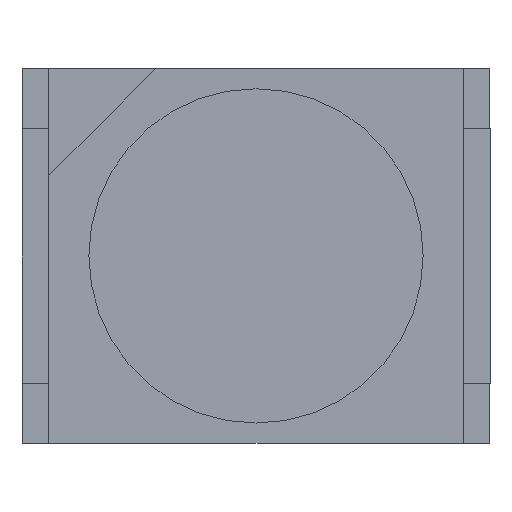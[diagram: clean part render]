
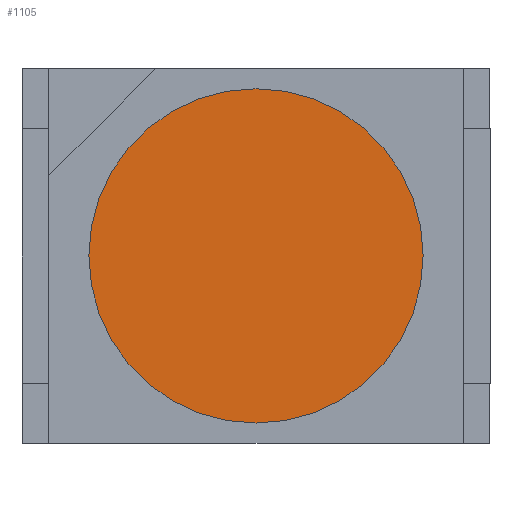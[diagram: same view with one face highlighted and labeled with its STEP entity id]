
A CAD part, top view. The second image highlights one B-rep face of the part: STEP entity #1105.
In plain terms, the highlighted planar face has unit normal (0, 0, 1).
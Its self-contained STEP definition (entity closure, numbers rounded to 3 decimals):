
#68 = VERTEX_POINT ( 'NONE', #1824 ) ;
#82 = VERTEX_POINT ( 'NONE', #1859 ) ;
#348 = EDGE_LOOP ( 'NONE', ( #1776, #1775 ) ) ;
#1105 = ADVANCED_FACE ( 'NONE', ( #3443 ), #2370, .T. ) ;
#1172 = EDGE_CURVE ( 'NONE', #68, #82, #3708, .T. ) ;
#1180 = EDGE_CURVE ( 'NONE', #82, #68, #3717, .T. ) ;
#1775 = ORIENTED_EDGE ( 'NONE', *, *, #1180, .T. ) ;
#1776 = ORIENTED_EDGE ( 'NONE', *, *, #1172, .T. ) ;
#1824 = CARTESIAN_POINT ( 'NONE',  ( 249.561, 184.269, 0.4 ) ) ;
#1859 = CARTESIAN_POINT ( 'NONE',  ( 247.061, 184.269, 0.4 ) ) ;
#2370 = PLANE ( 'NONE',  #3447 ) ;
#2371 = CARTESIAN_POINT ( 'NONE',  ( 247.061, 183.019, 0.4 ) ) ;
#2406 = DIRECTION ( 'NONE',  ( 0., 0., 1. ) ) ;
#2410 = DIRECTION ( 'NONE',  ( 1., 0., 0. ) ) ;
#2476 = DIRECTION ( 'NONE',  ( 1., 0., 0. ) ) ;
#2487 = DIRECTION ( 'NONE',  ( 0., 0., 1. ) ) ;
#2491 = CARTESIAN_POINT ( 'NONE',  ( 248.311, 184.269, 0.4 ) ) ;
#2508 = DIRECTION ( 'NONE',  ( 1., 0., 0. ) ) ;
#2514 = DIRECTION ( 'NONE',  ( 0., 0., 1. ) ) ;
#2529 = CARTESIAN_POINT ( 'NONE',  ( 248.311, 184.269, 0.4 ) ) ;
#3443 = FACE_OUTER_BOUND ( 'NONE', #348, .T. ) ;
#3447 = AXIS2_PLACEMENT_3D ( 'NONE', #2371, #2406, #2410 ) ;
#3469 = AXIS2_PLACEMENT_3D ( 'NONE', #2491, #2487, #2476 ) ;
#3480 = AXIS2_PLACEMENT_3D ( 'NONE', #2529, #2514, #2508 ) ;
#3708 = CIRCLE ( 'NONE', #3469, 1.25 ) ;
#3717 = CIRCLE ( 'NONE', #3480, 1.25 ) ;
